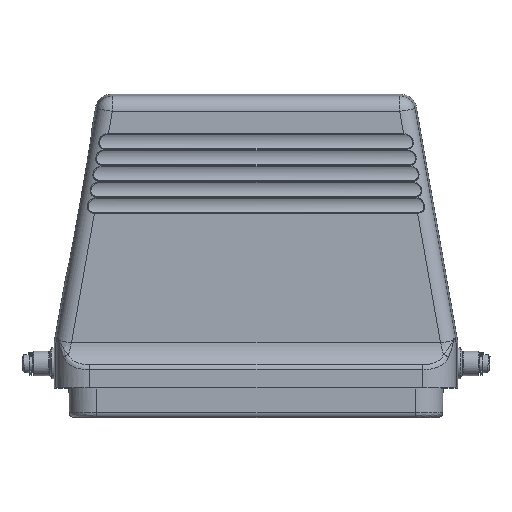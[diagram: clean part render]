
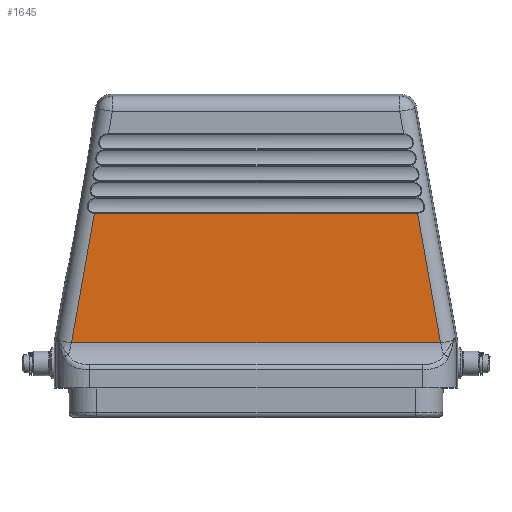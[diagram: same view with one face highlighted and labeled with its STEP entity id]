
A CAD part, top view. The second image highlights one B-rep face of the part: STEP entity #1645.
In plain terms, the highlighted planar face has unit normal (0, 0, 1).
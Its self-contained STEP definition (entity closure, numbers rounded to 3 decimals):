
#1645=ADVANCED_FACE('720',(#2360),#2003,.T.);
#2003=PLANE('',#9798);
#2360=FACE_OUTER_BOUND('',#2927,.T.);
#2927=EDGE_LOOP('',(#4778,#4779,#4780,#4781));
#4778=ORIENTED_EDGE('',*,*,#7623,.T.);
#4779=ORIENTED_EDGE('',*,*,#7497,.T.);
#4780=ORIENTED_EDGE('',*,*,#7672,.T.);
#4781=ORIENTED_EDGE('',*,*,#7675,.F.);
#6435=VERTEX_POINT('',#17446);
#6436=VERTEX_POINT('',#17448);
#6507=VERTEX_POINT('',#18052);
#6537=VERTEX_POINT('',#18490);
#7497=EDGE_CURVE('3195',#6436,#6435,#8472,.T.);
#7623=EDGE_CURVE('3237',#6507,#6436,#8517,.T.);
#7672=EDGE_CURVE('3236',#6435,#6537,#8539,.T.);
#7675=EDGE_CURVE('3202',#6507,#6537,#8540,.T.);
#8472=LINE('',#17447,#9037);
#8517=LINE('',#18051,#9082);
#8539=LINE('',#18491,#9104);
#8540=LINE('',#18578,#9105);
#9037=VECTOR('',#11206,1.);
#9082=VECTOR('',#11465,1.);
#9104=VECTOR('',#11521,1.);
#9105=VECTOR('',#11524,1.);
#9798=AXIS2_PLACEMENT_3D('',#18579,#11525,#11526);
#11206=DIRECTION('',(1.,0.,0.));
#11465=DIRECTION('',(-0.174,-0.985,0.));
#11521=DIRECTION('',(-0.174,0.985,0.));
#11524=DIRECTION('',(1.,0.,0.));
#11525=DIRECTION('',(0.,0.,1.));
#11526=DIRECTION('',(0.,-1.,0.));
#17446=CARTESIAN_POINT('',(60.104,14.706,40.));
#17447=CARTESIAN_POINT('',(-60.104,14.706,40.));
#17448=CARTESIAN_POINT('',(-60.104,14.706,40.));
#18051=CARTESIAN_POINT('',(-52.655,56.949,40.));
#18052=CARTESIAN_POINT('',(-52.655,56.949,40.));
#18490=CARTESIAN_POINT('',(52.655,56.949,40.));
#18491=CARTESIAN_POINT('',(60.104,14.706,40.));
#18578=CARTESIAN_POINT('',(-55.244,56.949,40.));
#18579=CARTESIAN_POINT('',(-78.9,14.706,40.));
